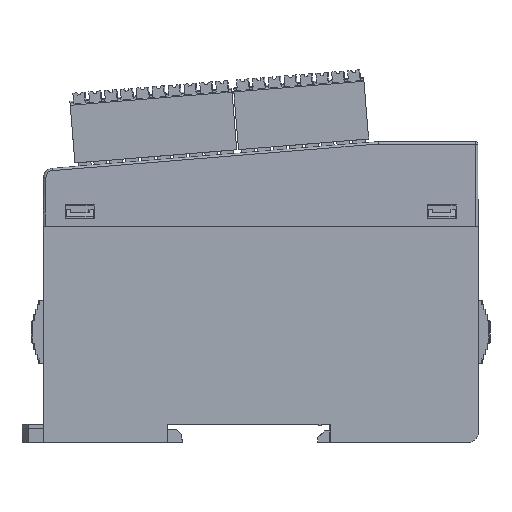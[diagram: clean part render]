
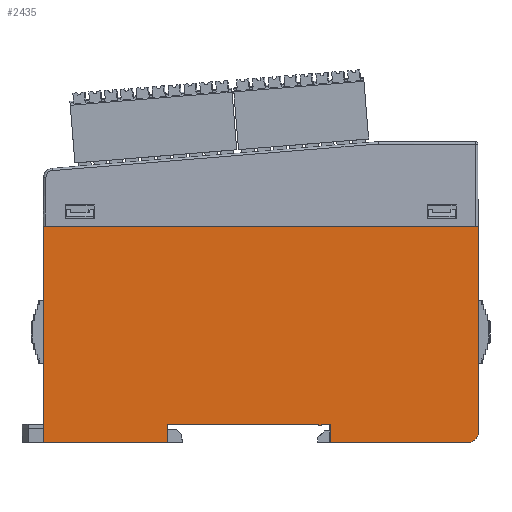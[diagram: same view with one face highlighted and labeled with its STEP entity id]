
A CAD part, left-side view. The second image highlights one B-rep face of the part: STEP entity #2435.
In plain terms, the highlighted planar face has unit normal (-1, 0, 0).
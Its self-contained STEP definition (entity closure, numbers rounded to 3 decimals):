
#788=CIRCLE('',#51216,0.547);
#810=CIRCLE('',#51752,2.);
#2435=ADVANCED_FACE('',(#7382),#5023,.T.);
#5023=PLANE('',#51753);
#7382=FACE_OUTER_BOUND('',#10056,.T.);
#10056=EDGE_LOOP('',(#15151,#15152,#15153,#15154,#15155,#15156,#15157,#15158,
#15159,#15160,#15161));
#15151=ORIENTED_EDGE('',*,*,#31736,.F.);
#15152=ORIENTED_EDGE('',*,*,#33418,.T.);
#15153=ORIENTED_EDGE('',*,*,#33419,.T.);
#15154=ORIENTED_EDGE('',*,*,#31870,.F.);
#15155=ORIENTED_EDGE('',*,*,#31895,.F.);
#15156=ORIENTED_EDGE('',*,*,#32145,.F.);
#15157=ORIENTED_EDGE('',*,*,#31728,.F.);
#15158=ORIENTED_EDGE('',*,*,#33201,.F.);
#15159=ORIENTED_EDGE('',*,*,#32173,.T.);
#15160=ORIENTED_EDGE('',*,*,#33420,.T.);
#15161=ORIENTED_EDGE('',*,*,#32139,.F.);
#26923=VERTEX_POINT('',#68333);
#26924=VERTEX_POINT('',#68335);
#26931=VERTEX_POINT('',#68350);
#26932=VERTEX_POINT('',#68352);
#27031=VERTEX_POINT('',#68630);
#27032=VERTEX_POINT('',#68632);
#27054=VERTEX_POINT('',#68679);
#27283=VERTEX_POINT('',#69189);
#27307=VERTEX_POINT('',#69255);
#27308=VERTEX_POINT('',#69257);
#28057=VERTEX_POINT('',#74547);
#31728=EDGE_CURVE('',#26923,#26924,#38962,.T.);
#31736=EDGE_CURVE('',#26931,#26932,#38970,.T.);
#31870=EDGE_CURVE('',#27031,#27032,#39081,.T.);
#31895=EDGE_CURVE('',#27054,#27031,#39103,.T.);
#32139=EDGE_CURVE('',#26932,#27283,#39339,.T.);
#32145=EDGE_CURVE('',#26924,#27054,#39345,.T.);
#32173=EDGE_CURVE('',#27308,#27307,#788,.T.);
#33201=EDGE_CURVE('',#27308,#26923,#40395,.T.);
#33418=EDGE_CURVE('',#26931,#28057,#810,.T.);
#33419=EDGE_CURVE('',#28057,#27032,#40517,.T.);
#33420=EDGE_CURVE('',#27307,#27283,#40518,.T.);
#38962=LINE('',#68334,#45120);
#38970=LINE('',#68351,#45128);
#39081=LINE('',#68631,#45239);
#39103=LINE('',#68680,#45261);
#39339=LINE('',#69188,#45497);
#39345=LINE('',#69199,#45503);
#40395=LINE('',#71321,#46553);
#40517=LINE('',#74548,#46675);
#40518=LINE('',#74549,#46676);
#45120=VECTOR('',#54890,1.);
#45128=VECTOR('',#54900,1.);
#45239=VECTOR('',#55149,1.);
#45261=VECTOR('',#55179,1.);
#45497=VECTOR('',#55455,1.);
#45503=VECTOR('',#55463,1.);
#46553=VECTOR('',#57377,1.);
#46675=VECTOR('',#57735,1.);
#46676=VECTOR('',#57736,1.);
#51216=AXIS2_PLACEMENT_3D('',#69256,#55512,#55513);
#51752=AXIS2_PLACEMENT_3D('',#74546,#57733,#57734);
#51753=AXIS2_PLACEMENT_3D('',#74550,#57737,#57738);
#54890=DIRECTION('',(0.,0.017,-1.));
#54900=DIRECTION('',(0.,1.,0.));
#55149=DIRECTION('',(0.,-1.,0.));
#55179=DIRECTION('',(0.,0.,1.));
#55455=DIRECTION('',(0.,0.,1.));
#55463=DIRECTION('',(0.,1.,0.));
#55512=DIRECTION('',(-1.,0.,0.));
#55513=DIRECTION('',(0.,0.,-1.));
#57377=DIRECTION('',(0.,1.,0.));
#57733=DIRECTION('',(-1.,0.,0.));
#57734=DIRECTION('',(0.,0.,1.));
#57735=DIRECTION('',(0.,0.,1.));
#57736=DIRECTION('',(0.,-1.,0.));
#57737=DIRECTION('',(-1.,0.,0.));
#57738=DIRECTION('',(0.,-1.,0.));
#68333=CARTESIAN_POINT('',(-144.902,96.312,-32.797));
#68334=CARTESIAN_POINT('',(-144.902,96.312,-32.797));
#68335=CARTESIAN_POINT('',(-144.902,96.381,-36.801));
#68350=CARTESIAN_POINT('',(-144.902,29.994,-36.801));
#68351=CARTESIAN_POINT('',(-144.902,48.389,-36.801));
#68352=CARTESIAN_POINT('',(-144.902,60.553,-36.801));
#68630=CARTESIAN_POINT('',(-144.902,123.589,10.693));
#68631=CARTESIAN_POINT('',(-144.902,78.544,10.693));
#68632=CARTESIAN_POINT('',(-144.902,27.994,10.693));
#68679=CARTESIAN_POINT('',(-144.902,123.589,-36.801));
#68680=CARTESIAN_POINT('',(-144.902,123.589,-42.437));
#69188=CARTESIAN_POINT('',(-144.902,60.553,-39.127));
#69189=CARTESIAN_POINT('',(-144.902,60.553,-32.797));
#69199=CARTESIAN_POINT('',(-144.902,109.95,-36.801));
#69255=CARTESIAN_POINT('',(-144.902,62.274,-32.797));
#69256=CARTESIAN_POINT('',(-144.902,62.786,-32.605));
#69257=CARTESIAN_POINT('',(-144.902,63.298,-32.797));
#71321=CARTESIAN_POINT('',(-144.902,78.544,-32.797));
#74546=CARTESIAN_POINT('',(-144.902,29.994,-34.801));
#74547=CARTESIAN_POINT('',(-144.902,27.994,-34.801));
#74548=CARTESIAN_POINT('',(-144.902,27.994,-9.273));
#74549=CARTESIAN_POINT('',(-144.902,78.544,-32.797));
#74550=CARTESIAN_POINT('',(-144.902,78.544,-42.437));
